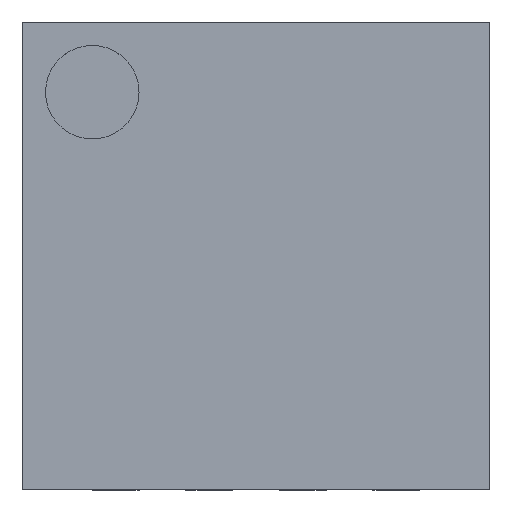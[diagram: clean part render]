
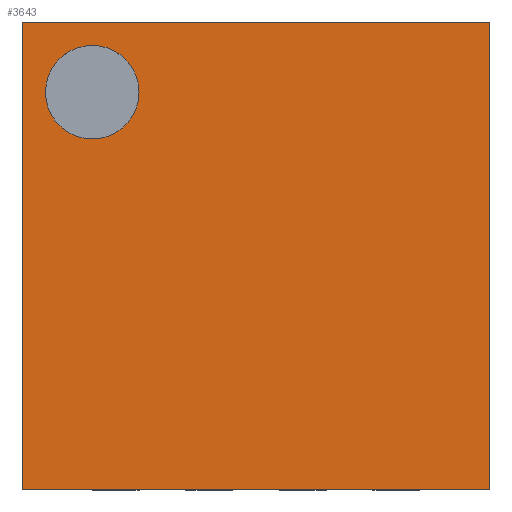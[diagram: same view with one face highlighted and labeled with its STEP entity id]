
A CAD part, top view. The second image highlights one B-rep face of the part: STEP entity #3643.
In plain terms, the highlighted planar face has unit normal (0, 0, 1).
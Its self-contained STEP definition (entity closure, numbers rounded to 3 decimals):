
#284=LINE('',#5408,#788);
#292=LINE('',#5419,#796);
#296=LINE('',#5426,#800);
#305=LINE('',#5437,#809);
#788=VECTOR('',#4399,2.);
#796=VECTOR('',#4409,2.);
#800=VECTOR('',#4415,2.);
#809=VECTOR('',#4426,2.);
#1150=PLANE('',#3876);
#1275=FACE_BOUND('',#1574,.T.);
#1362=FACE_OUTER_BOUND('',#1573,.T.);
#1573=EDGE_LOOP('',(#2963,#2964,#2965,#2966));
#1574=EDGE_LOOP('',(#2967));
#1699=CIRCLE('',#3790,0.2);
#1701=VERTEX_POINT('',#4934);
#1863=VERTEX_POINT('',#5405);
#1864=VERTEX_POINT('',#5407);
#1866=VERTEX_POINT('',#5418);
#1868=VERTEX_POINT('',#5425);
#2039=EDGE_CURVE('',#1701,#1701,#1699,.T.);
#2267=EDGE_CURVE('',#1864,#1863,#284,.T.);
#2275=EDGE_CURVE('',#1866,#1864,#292,.T.);
#2279=EDGE_CURVE('',#1868,#1866,#296,.T.);
#2288=EDGE_CURVE('',#1863,#1868,#305,.T.);
#2963=ORIENTED_EDGE('',*,*,#2279,.T.);
#2964=ORIENTED_EDGE('',*,*,#2275,.T.);
#2965=ORIENTED_EDGE('',*,*,#2267,.T.);
#2966=ORIENTED_EDGE('',*,*,#2288,.T.);
#2967=ORIENTED_EDGE('',*,*,#2039,.T.);
#3643=ADVANCED_FACE('',(#1362,#1275),#1150,.T.);
#3790=AXIS2_PLACEMENT_3D('',#4935,#4006,#4007);
#3876=AXIS2_PLACEMENT_3D('',#5441,#4430,#4431);
#4006=DIRECTION('center_axis',(0.,0.,-1.));
#4007=DIRECTION('ref_axis',(-1.,0.,0.));
#4399=DIRECTION('',(-1.,0.,0.));
#4409=DIRECTION('',(0.,1.,0.));
#4415=DIRECTION('',(1.,0.,0.));
#4426=DIRECTION('',(0.,-1.,0.));
#4430=DIRECTION('center_axis',(0.,0.,1.));
#4431=DIRECTION('ref_axis',(1.,0.,0.));
#4934=CARTESIAN_POINT('',(-0.5,0.7,0.4));
#4935=CARTESIAN_POINT('Origin',(-0.7,0.7,0.4));
#5405=CARTESIAN_POINT('',(-1.,1.,0.4));
#5407=CARTESIAN_POINT('',(1.,1.,0.4));
#5408=CARTESIAN_POINT('',(1.,1.,0.4));
#5418=CARTESIAN_POINT('',(1.,-1.,0.4));
#5419=CARTESIAN_POINT('',(1.,-1.,0.4));
#5425=CARTESIAN_POINT('',(-1.,-1.,0.4));
#5426=CARTESIAN_POINT('',(-1.,-1.,0.4));
#5437=CARTESIAN_POINT('',(-1.,1.,0.4));
#5441=CARTESIAN_POINT('Origin',(0.,0.,
0.4));
